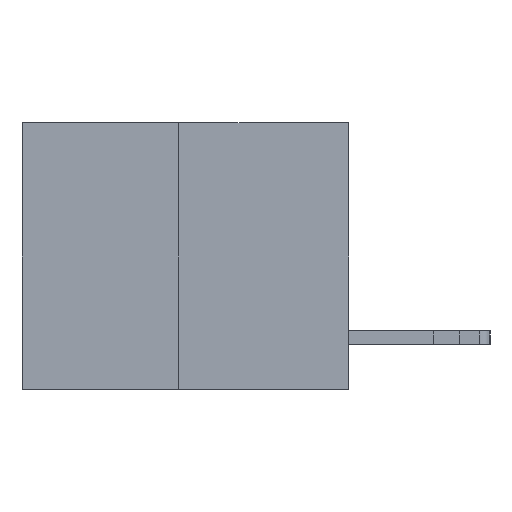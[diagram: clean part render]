
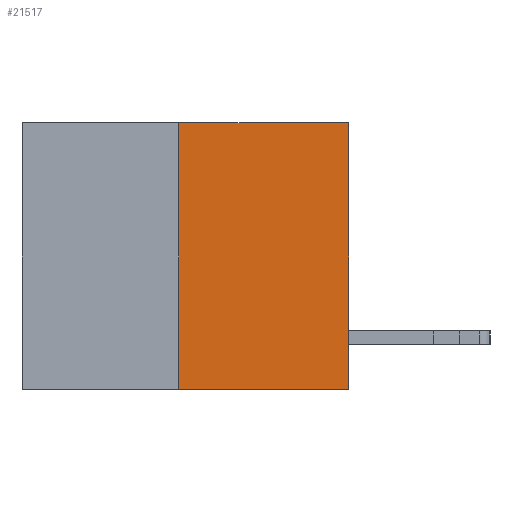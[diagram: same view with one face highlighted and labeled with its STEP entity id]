
A CAD part, left-side view. The second image highlights one B-rep face of the part: STEP entity #21517.
In plain terms, the highlighted planar face has unit normal (-1, 0, 0).
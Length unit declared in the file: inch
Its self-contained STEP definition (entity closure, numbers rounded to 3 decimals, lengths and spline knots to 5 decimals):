
#578 = EDGE_CURVE ( 'NONE', #10923, #14846, #4803, .T. ) ;
#1489 = ORIENTED_EDGE ( 'NONE', *, *, #21468, .T. ) ;
#1597 = VECTOR ( 'NONE', #3711, 39.37008 ) ;
#1709 = LINE ( 'NONE', #10761, #8607 ) ;
#2296 = DIRECTION ( 'NONE',  ( 1., 0., 0. ) ) ;
#3711 = DIRECTION ( 'NONE',  ( 0., -1., 0. ) ) ;
#3869 = LINE ( 'NONE', #8916, #18176 ) ;
#4455 = VERTEX_POINT ( 'NONE', #21771 ) ;
#4803 = LINE ( 'NONE', #12139, #1597 ) ;
#6527 = AXIS2_PLACEMENT_3D ( 'NONE', #17615, #2296, #9161 ) ;
#8058 = CARTESIAN_POINT ( 'NONE',  ( 0., 0.312, 0. ) ) ;
#8300 = CARTESIAN_POINT ( 'NONE',  ( 0., 0., 0. ) ) ;
#8323 = FACE_OUTER_BOUND ( 'NONE', #9177, .T. ) ;
#8428 = EDGE_CURVE ( 'NONE', #4455, #10923, #3869, .T. ) ;
#8607 = VECTOR ( 'NONE', #10973, 39.37008 ) ;
#8873 = DIRECTION ( 'NONE',  ( 0., 0., 1. ) ) ;
#8916 = CARTESIAN_POINT ( 'NONE',  ( 0., 0.312, -0.49 ) ) ;
#9161 = DIRECTION ( 'NONE',  ( 0., 0., -1. ) ) ;
#9177 = EDGE_LOOP ( 'NONE', ( #13249, #11373, #1489, #9301 ) ) ;
#9301 = ORIENTED_EDGE ( 'NONE', *, *, #578, .F. ) ;
#10761 = CARTESIAN_POINT ( 'NONE',  ( 0., 0.6, -0.49 ) ) ;
#10923 = VERTEX_POINT ( 'NONE', #8058 ) ;
#10973 = DIRECTION ( 'NONE',  ( 0., -1., 0. ) ) ;
#11345 = EDGE_CURVE ( 'NONE', #4455, #21758, #1709, .T. ) ;
#11373 = ORIENTED_EDGE ( 'NONE', *, *, #11345, .T. ) ;
#11424 = CARTESIAN_POINT ( 'NONE',  ( 0., 0., -0.49 ) ) ;
#12139 = CARTESIAN_POINT ( 'NONE',  ( 0., 0.6, 0. ) ) ;
#12354 = CARTESIAN_POINT ( 'NONE',  ( 0., 0., 0. ) ) ;
#12431 = PLANE ( 'NONE',  #6527 ) ;
#12526 = LINE ( 'NONE', #12354, #21838 ) ;
#13249 = ORIENTED_EDGE ( 'NONE', *, *, #8428, .F. ) ;
#13826 = DIRECTION ( 'NONE',  ( 0., 0., 1. ) ) ;
#14846 = VERTEX_POINT ( 'NONE', #8300 ) ;
#17615 = CARTESIAN_POINT ( 'NONE',  ( 0., 0.6, 0. ) ) ;
#18176 = VECTOR ( 'NONE', #13826, 39.37008 ) ;
#21468 = EDGE_CURVE ( 'NONE', #21758, #14846, #12526, .T. ) ;
#21517 = ADVANCED_FACE ( 'NONE', ( #8323 ), #12431, .F. ) ;
#21758 = VERTEX_POINT ( 'NONE', #11424 ) ;
#21771 = CARTESIAN_POINT ( 'NONE',  ( 0., 0.312, -0.49 ) ) ;
#21838 = VECTOR ( 'NONE', #8873, 39.37008 ) ;
